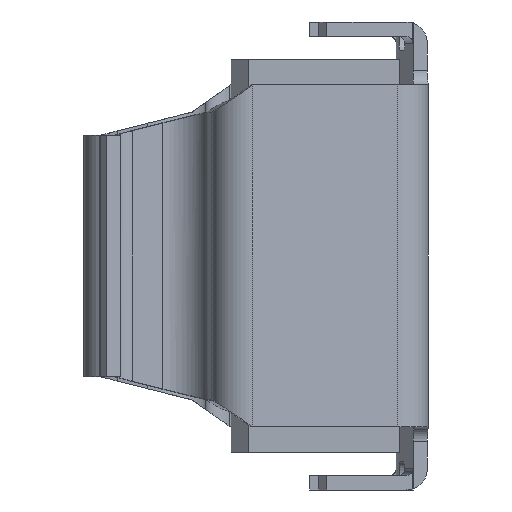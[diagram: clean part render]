
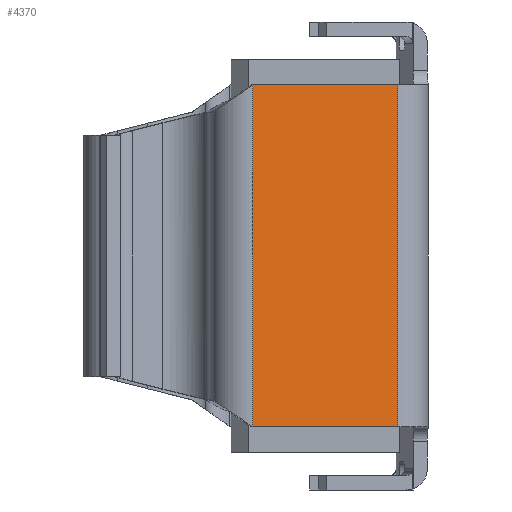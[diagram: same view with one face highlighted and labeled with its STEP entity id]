
A CAD part, left-side view. The second image highlights one B-rep face of the part: STEP entity #4370.
In plain terms, the highlighted planar face has unit normal (-0.989, -0.151, 0).
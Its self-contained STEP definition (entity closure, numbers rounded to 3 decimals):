
#705=DIRECTION('',(0.,0.,1.));
#706=VECTOR('',#705,9.5);
#707=CARTESIAN_POINT('',(-6.595,0.362,-4.75));
#708=LINE('',#707,#706);
#756=DIRECTION('',(0.151,-0.989,0.));
#757=VECTOR('',#756,4.075);
#758=CARTESIAN_POINT('',(-7.21,4.39,-4.75));
#759=LINE('',#758,#757);
#925=DIRECTION('',(-0.151,0.989,0.));
#926=VECTOR('',#925,4.075);
#927=CARTESIAN_POINT('',(-6.595,0.362,4.75));
#928=LINE('',#927,#926);
#1099=DIRECTION('',(0.,0.,-1.));
#1100=VECTOR('',#1099,9.5);
#1101=CARTESIAN_POINT('',(-7.21,4.39,4.75));
#1102=LINE('',#1101,#1100);
#1961=CARTESIAN_POINT('',(-7.21,4.39,-4.75));
#1963=VERTEX_POINT('',#1961);
#1968=CARTESIAN_POINT('',(-6.595,0.362,-4.75));
#1970=VERTEX_POINT('',#1968);
#1978=CARTESIAN_POINT('',(-6.595,0.362,4.75));
#1979=VERTEX_POINT('',#1978);
#1988=CARTESIAN_POINT('',(-7.21,4.39,4.75));
#1989=VERTEX_POINT('',#1988);
#4358=CARTESIAN_POINT('',(-6.902,2.376,0.));
#4359=DIRECTION('',(0.989,0.151,0.));
#4360=DIRECTION('',(0.151,-0.989,0.));
#4361=AXIS2_PLACEMENT_3D('',#4358,#4359,#4360);
#4362=PLANE('',#4361);
#4363=ORIENTED_EDGE('',*,*,#3946,.F.);
#4365=ORIENTED_EDGE('',*,*,#4364,.F.);
#4366=ORIENTED_EDGE('',*,*,#4162,.F.);
#4367=ORIENTED_EDGE('',*,*,#3917,.F.);
#4368=EDGE_LOOP('',(#4363,#4365,#4366,#4367));
#4369=FACE_OUTER_BOUND('',#4368,.F.);
#3917=EDGE_CURVE('',#1970,#1979,#708,.T.);
#3946=EDGE_CURVE('',#1963,#1970,#759,.T.);
#4162=EDGE_CURVE('',#1979,#1989,#928,.T.);
#4364=EDGE_CURVE('',#1989,#1963,#1102,.T.);
#4370=ADVANCED_FACE('',(#4369),#4362,.F.);
